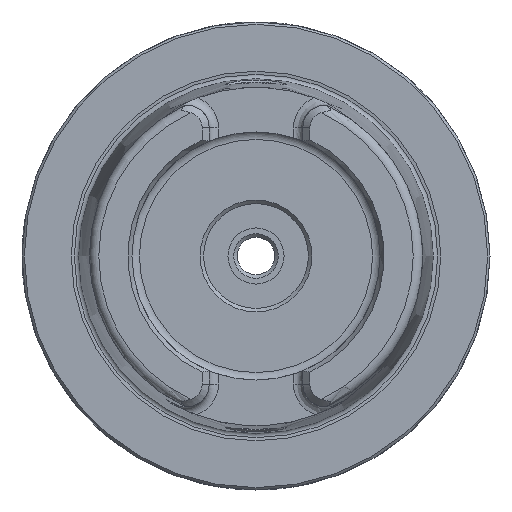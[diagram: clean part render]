
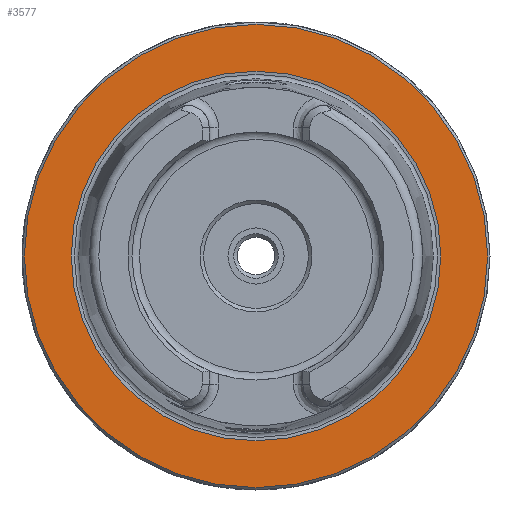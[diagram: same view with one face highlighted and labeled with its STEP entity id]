
A CAD part, left-side view. The second image highlights one B-rep face of the part: STEP entity #3577.
In plain terms, the highlighted planar face has unit normal (-1, 0, 0).
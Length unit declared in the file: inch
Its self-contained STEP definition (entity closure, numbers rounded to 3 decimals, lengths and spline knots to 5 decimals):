
#3543=CARTESIAN_POINT('',(0.0,49.5,0.));
#3544=VERTEX_POINT('',#3543);
#3545=CARTESIAN_POINT('',(0.0,0.0,0.0));
#3546=DIRECTION('',(1.0,0.0,0.0));
#3547=DIRECTION('',(0.0,-1.0,0.0));
#3548=AXIS2_PLACEMENT_3D('',#3545,#3546,#3547);
#3549=CIRCLE('',#3548,49.5);
#3550=EDGE_CURVE('',#3544,#3544,#3549,.T.);
#3558=CARTESIAN_POINT('',(0.0,25.0,0.0));
#3559=DIRECTION('',(-1.0,0.0,0.0));
#3560=DIRECTION('',(0.0,0.0,1.0));
#3561=AXIS2_PLACEMENT_3D('',#3558,#3559,#3560);
#3562=PLANE('',#3561);
#3563=ORIENTED_EDGE('',*,*,#3550,.F.);
#3564=EDGE_LOOP('',(#3563));
#3565=FACE_OUTER_BOUND('',#3564,.T.);
#3566=CARTESIAN_POINT('',(0.0,39.48224,0.0));
#3567=VERTEX_POINT('',#3566);
#3568=CARTESIAN_POINT('',(0.0,0.0,0.0));
#3569=DIRECTION('',(1.0,0.0,0.0));
#3570=DIRECTION('',(0.0,1.0,0.0));
#3571=AXIS2_PLACEMENT_3D('',#3568,#3569,#3570);
#3572=CIRCLE('',#3571,39.48224);
#3573=EDGE_CURVE('',#3567,#3567,#3572,.T.);
#3574=ORIENTED_EDGE('',*,*,#3573,.T.);
#3575=EDGE_LOOP('',(#3574));
#3576=FACE_BOUND('',#3575,.T.);
#3577=ADVANCED_FACE('',(#3565,#3576),#3562,.T.);
